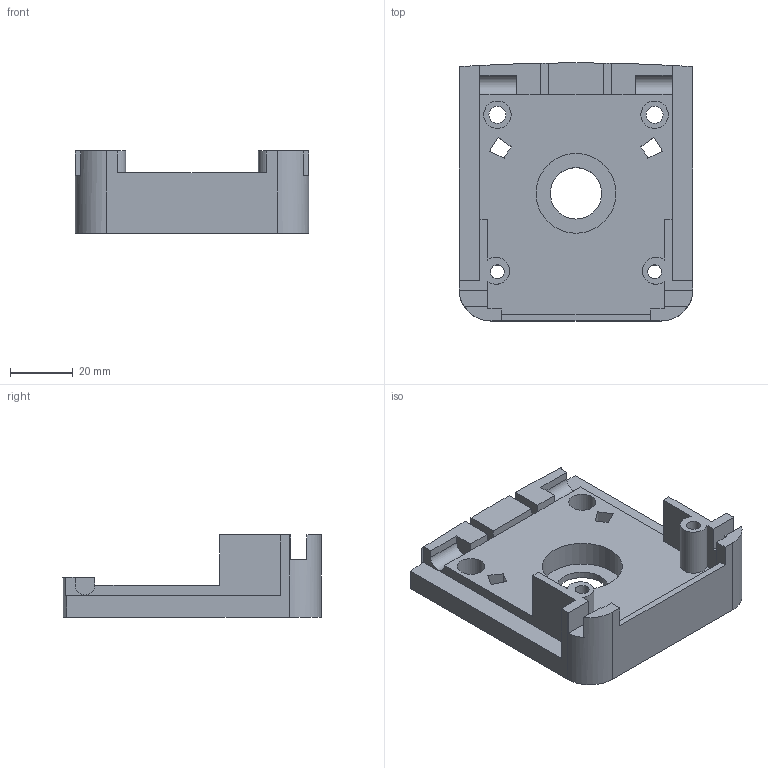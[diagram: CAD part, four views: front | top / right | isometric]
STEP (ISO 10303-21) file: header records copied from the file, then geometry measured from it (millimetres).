
FILE_DESCRIPTION(/* description */ (''),/* implementation_level */ '2;1');
FILE_NAME(/* name */ 'Pump Base1 Gray.ipt.step',/* time_stamp */ '2022-11-29T08:42:13+01:00',/* author */ ('diederichbenedict'),/* organization */ (''),/* preprocessor_version */ 'ST-DEVELOPER v18.1',/* originating_system */ 'Autodesk Inventor 2022',/* authorisation */ '');
FILE_SCHEMA (('AUTOMOTIVE_DESIGN { 1 0 10303 214 3 1 1 }'));
Length unit declared in the file: inch
Products named in the file (1): Pump Base1 Gray
Bounding box: 74.42 x 82.13 x 26.16 mm (x, y, z)
Volume: 58890.8 mm3; surface area: 21655.2 mm2
Topology: 1 solids, 1 shells, 79 faces, 218 edges, 144 vertices
Faces by surface type: plane 62, cylinder 17
Full cylindrical faces by diameter (mm): 4.394 x2, 5.436 x2, 8.712 x2, 16.332 x1, 25.4 x1
Entity records: 2575 total; most frequent: CARTESIAN_POINT 442, ORIENTED_EDGE 436, DIRECTION 422, EDGE_CURVE 218, LINE 174, VECTOR 174, VERTEX_POINT 144, AXIS2_PLACEMENT_3D 124
